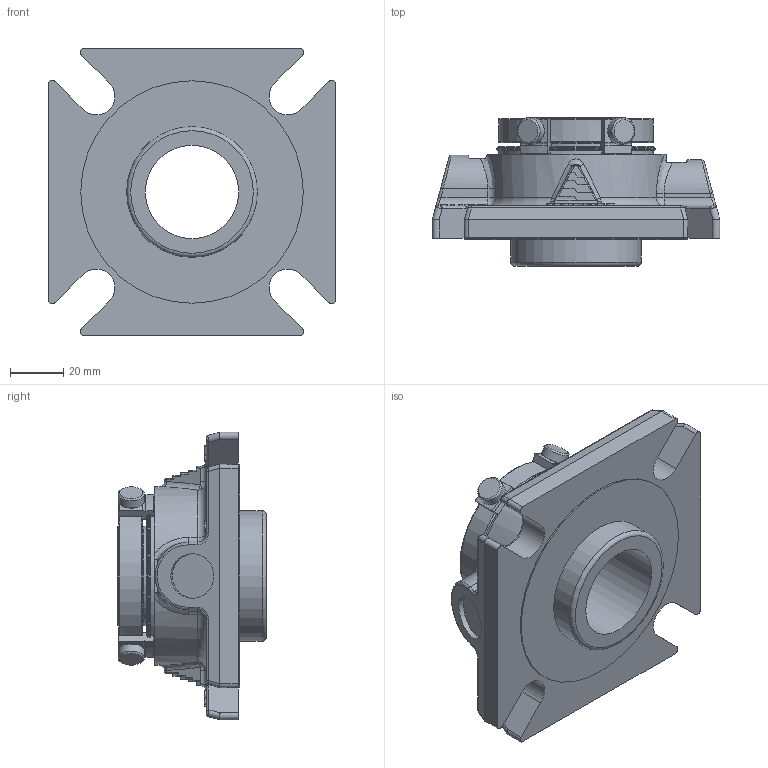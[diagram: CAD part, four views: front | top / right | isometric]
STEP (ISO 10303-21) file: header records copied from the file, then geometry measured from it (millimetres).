
FILE_DESCRIPTION(/* description */ ('Unknown'),/* implementation_level */ '2;1');
FILE_NAME(/* name */ '35mmSMSSSealArrangement',/* time_stamp */ '2023-05-23T14:51:03+01:00',/* author */ ('Unknown'),/* organization */ ('Unknown'),/* preprocessor_version */ 'ST-DEVELOPER v18.102',/* originating_system */ 'Solid Edge',/* authorisation */ 'Unknown');
FILE_SCHEMA (('AUTOMOTIVE_DESIGN {1 0 10303 214 3 1 1}'));
Length unit declared in the file: millimetre
Products named in the file (1): 35mm SMSS SEAL ARRANGEMENT
Bounding box: 107.95 x 55.73 x 107.95 mm (x, y, z)
Volume: 209055.6 mm3; surface area: 45377.6 mm2
Topology: 1 solids, 1 shells, 733 faces, 1951 edges, 1259 vertices
Faces by surface type: plane 302, cylinder 207, bspline 147, torus 52, cone 21, sphere 4
Full cylindrical faces by diameter (mm): 3.136 x2, 9.89 x4, 16.263 x1, 16.756 x1, 35.001 x1, 36.982 x1, 37.389 x1, 49.073 x1, 58.166 x3, 59.69 x1, 83.5 x1
Entity records: 29459 total; most frequent: CARTESIAN_POINT 7055, ORIENTED_EDGE 3806, DIRECTION 3209, EDGE_CURVE 1903, VERTEX_POINT 1249, AXIS2_PLACEMENT_3D 1102, LINE 1005, VECTOR 1005
